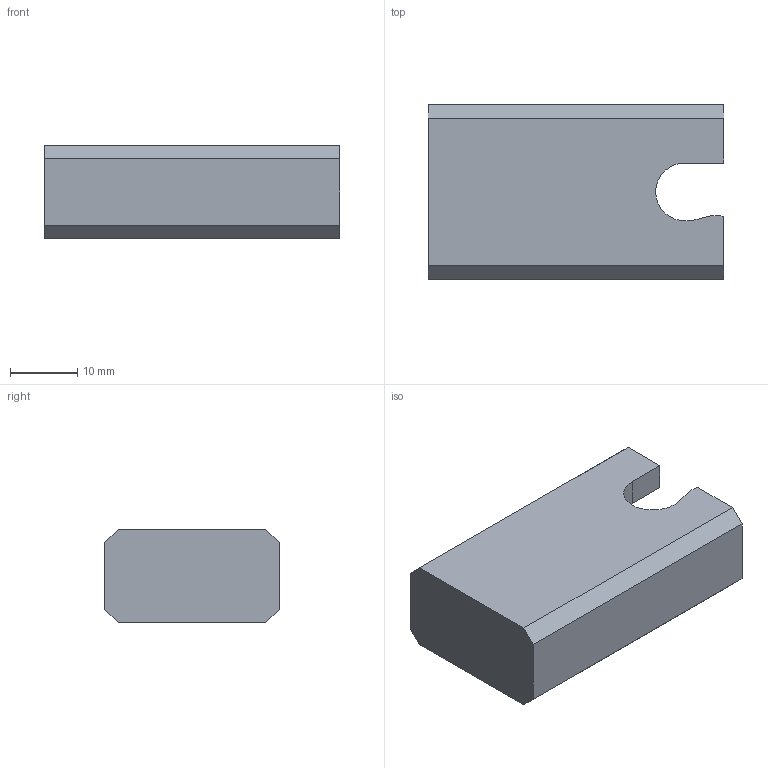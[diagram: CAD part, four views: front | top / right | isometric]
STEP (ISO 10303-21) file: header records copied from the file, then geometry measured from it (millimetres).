
FILE_DESCRIPTION(/* description */ (''),/* implementation_level */ '2;1');
FILE_NAME(/* name */ 'blade lame safety cover.step',/* time_stamp */ '2023-09-19T05:26:33+02:00',/* author */ (''),/* organization */ (''),/* preprocessor_version */ 'ST-DEVELOPER v20',/* originating_system */ 'Autodesk Translation Framework v12.9.0.99',/* authorisation */ '');
FILE_SCHEMA (('AUTOMOTIVE_DESIGN { 1 0 10303 214 3 1 1 }'));
Length unit declared in the file: millimetre
Products named in the file (1): blade lame safety cover
Bounding box: 44 x 26 x 14 mm (x, y, z)
Volume: 13208 mm3; surface area: 5826.5 mm2
Topology: 1 solids, 1 shells, 37 faces, 101 edges, 66 vertices
Faces by surface type: plane 35, cylinder 1, bspline 1
Entity records: 1220 total; most frequent: CARTESIAN_POINT 250, ORIENTED_EDGE 202, DIRECTION 175, EDGE_CURVE 101, LINE 97, VECTOR 97, VERTEX_POINT 66, AXIS2_PLACEMENT_3D 39
